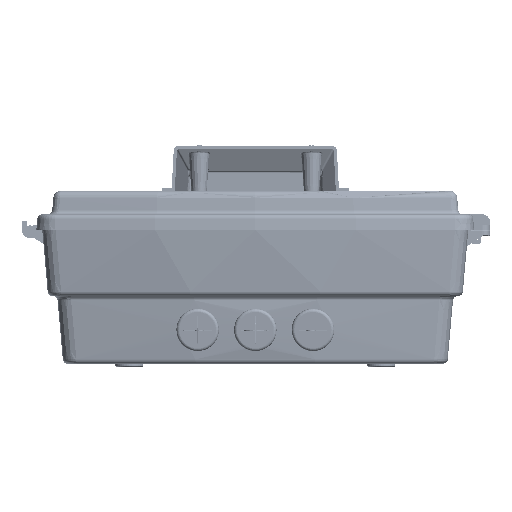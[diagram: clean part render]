
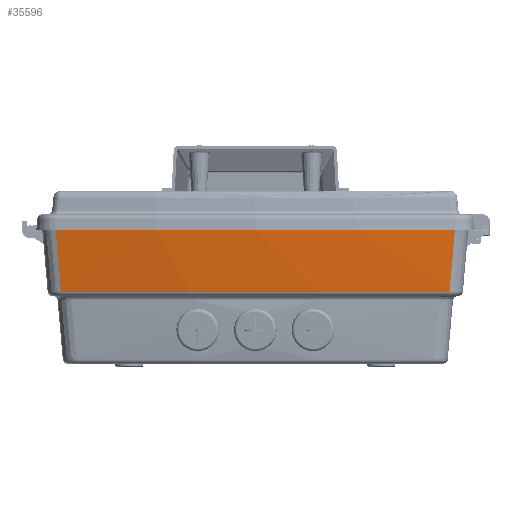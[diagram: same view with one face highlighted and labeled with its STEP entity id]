
A CAD part, front view. The second image highlights one B-rep face of the part: STEP entity #35596.
In plain terms, the highlighted conical face has half-angle 5 degrees and reference radius 846.565 mm.
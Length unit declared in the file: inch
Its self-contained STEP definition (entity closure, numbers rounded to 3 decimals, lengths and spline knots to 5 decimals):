
#211 = CARTESIAN_POINT ( 'NONE',  ( -4.91366, -6.67605, -2.47506 ) ) ;
#864 = CARTESIAN_POINT ( 'NONE',  ( 4.93198, -6.69167, -2.68241 ) ) ;
#1749 = ORIENTED_EDGE ( 'NONE', *, *, #48865, .T. ) ;
#5602 = EDGE_CURVE ( 'NONE', #49620, #52772, #79028, .T. ) ;
#6713 = CONICAL_SURFACE ( 'NONE', #51720, 33.32933, 0.087 ) ;
#6993 = CARTESIAN_POINT ( 'NONE',  ( 0., 26.35827, -1.80073 ) ) ;
#9316 = DIRECTION ( 'NONE',  ( 0., 0., -1. ) ) ;
#10312 = CARTESIAN_POINT ( 'NONE',  ( 4.85406, -6.62523, -1.80073 ) ) ;
#10323 = AXIS2_PLACEMENT_3D ( 'NONE', #45181, #9316, #39517 ) ;
#14725 = AXIS2_PLACEMENT_3D ( 'NONE', #6993, #31559, #56133 ) ;
#19390 = CARTESIAN_POINT ( 'NONE',  ( 4.95131, -6.70813, -2.90114 ) ) ;
#20428 = ORIENTED_EDGE ( 'NONE', *, *, #78140, .F. ) ;
#24627 = ORIENTED_EDGE ( 'NONE', *, *, #5602, .T. ) ;
#24783 = CARTESIAN_POINT ( 'NONE',  ( -4.93909, -6.69773, -2.7629 ) ) ;
#27724 = FACE_OUTER_BOUND ( 'NONE', #39851, .T. ) ;
#30801 = CARTESIAN_POINT ( 'NONE',  ( -4.87393, -6.64219, -2.0255 ) ) ;
#31076 = CARTESIAN_POINT ( 'NONE',  ( 4.97064, -6.72458, -3.11986 ) ) ;
#31559 = DIRECTION ( 'NONE',  ( 0., 0., -1. ) ) ;
#35596 = ADVANCED_FACE ( 'NONE', ( #27724 ), #6713, .T. ) ;
#37507 = CARTESIAN_POINT ( 'NONE',  ( 4.85406, -6.62523, -1.80073 ) ) ;
#39517 = DIRECTION ( 'NONE',  ( -1., 0., 0. ) ) ;
#39851 = EDGE_LOOP ( 'NONE', ( #20428, #24627, #67265, #1749 ) ) ;
#41900 = CARTESIAN_POINT ( 'NONE',  ( 4.98997, -6.74102, -3.33858 ) ) ;
#44737 = CARTESIAN_POINT ( 'NONE',  ( -4.98997, -6.74102, -3.33858 ) ) ;
#45181 = CARTESIAN_POINT ( 'NONE',  ( 0., 26.35827, -3.33858 ) ) ;
#48865 = EDGE_CURVE ( 'NONE', #65257, #50240, #67513, .T. ) ;
#49342 = CARTESIAN_POINT ( 'NONE',  ( -4.96453, -6.71938, -3.05074 ) ) ;
#49620 = VERTEX_POINT ( 'NONE', #41900 ) ;
#50240 = VERTEX_POINT ( 'NONE', #44737 ) ;
#51720 = AXIS2_PLACEMENT_3D ( 'NONE', #59917, #72019, #64774 ) ;
#52293 = CARTESIAN_POINT ( 'NONE',  ( -4.85406, -6.62523, -1.80073 ) ) ;
#52772 = VERTEX_POINT ( 'NONE', #10312 ) ;
#54594 = CARTESIAN_POINT ( 'NONE',  ( -4.85406, -6.62523, -1.80073 ) ) ;
#55389 = CARTESIAN_POINT ( 'NONE',  ( -4.89379, -6.65913, -2.25028 ) ) ;
#56133 = DIRECTION ( 'NONE',  ( 1., 0., 0. ) ) ;
#59917 = CARTESIAN_POINT ( 'NONE',  ( 0., 26.35827, -1.69291 ) ) ;
#64774 = DIRECTION ( 'NONE',  ( -1., 0., 0. ) ) ;
#65257 = VERTEX_POINT ( 'NONE', #52293 ) ;
#67265 = ORIENTED_EDGE ( 'NONE', *, *, #70271, .T. ) ;
#67513 = B_SPLINE_CURVE_WITH_KNOTS ( 'NONE', 3,
 ( #54594, #30801, #55389, #211, #24783, #49342, #73924 ),
 .UNSPECIFIED., .F., .F.,
 ( 4, 3, 4 ),
 ( 0.00276, 0.02, 0.04208 ),
 .UNSPECIFIED. ) ;
#69312 = CARTESIAN_POINT ( 'NONE',  ( 4.90601, -6.66954, -2.38852 ) ) ;
#70271 = EDGE_CURVE ( 'NONE', #52772, #65257, #72626, .T. ) ;
#72019 = DIRECTION ( 'NONE',  ( 0., 0., -1. ) ) ;
#72626 = CIRCLE ( 'NONE', #14725, 33.33877 ) ;
#73924 = CARTESIAN_POINT ( 'NONE',  ( -4.98997, -6.74102, -3.33858 ) ) ;
#74182 = CARTESIAN_POINT ( 'NONE',  ( 4.88003, -6.6474, -2.09462 ) ) ;
#74708 = CIRCLE ( 'NONE', #10323, 33.47331 ) ;
#75366 = CARTESIAN_POINT ( 'NONE',  ( 4.98997, -6.74102, -3.33858 ) ) ;
#78140 = EDGE_CURVE ( 'NONE', #49620, #50240, #74708, .T. ) ;
#79028 = B_SPLINE_CURVE_WITH_KNOTS ( 'NONE', 3,
 ( #75366, #31076, #19390, #864, #69312, #74182, #37507 ),
 .UNSPECIFIED., .F., .F.,
 ( 4, 3, 4 ),
 ( 0.00322, 0.02, 0.04255 ),
 .UNSPECIFIED. ) ;
